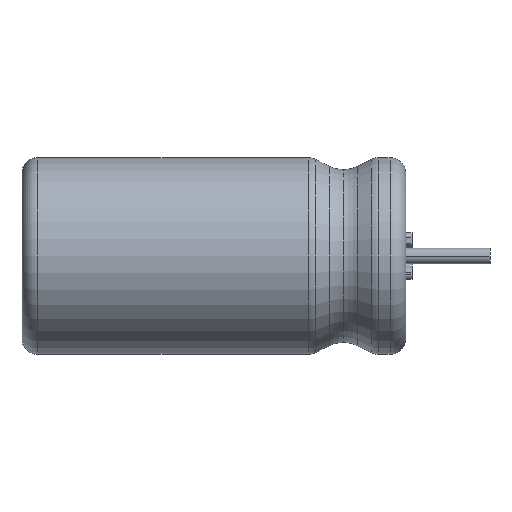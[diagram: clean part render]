
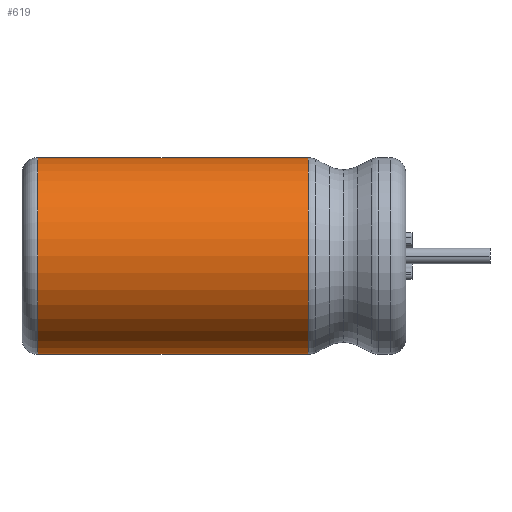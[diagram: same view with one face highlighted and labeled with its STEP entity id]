
A CAD part, left-side view. The second image highlights one B-rep face of the part: STEP entity #619.
In plain terms, the highlighted cylindrical face has radius 3.15 mm (diameter 6.3 mm), a partial arc.
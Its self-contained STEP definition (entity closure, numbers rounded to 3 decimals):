
#40 = CARTESIAN_POINT ( 'NONE',  ( 2.728, 12., -1.575 ) ) ;
#283 = EDGE_CURVE ( 'NONE', #3284, #1428, #2654, .T. ) ;
#619 = ADVANCED_FACE ( 'NONE', ( #1624 ), #3521, .T. ) ;
#631 = EDGE_LOOP ( 'NONE', ( #3253, #3182, #3389, #1468 ) ) ;
#963 = VERTEX_POINT ( 'NONE', #40 ) ;
#1043 = DIRECTION ( 'NONE',  ( 0.866, 0., -0.5 ) ) ;
#1076 = CARTESIAN_POINT ( 'NONE',  ( 0., 3.318, 0. ) ) ;
#1079 = CIRCLE ( 'NONE', #1402, 3.15 ) ;
#1128 = DIRECTION ( 'NONE',  ( 0., 1., 0. ) ) ;
#1205 = EDGE_CURVE ( 'NONE', #963, #3284, #1350, .T. ) ;
#1255 = CARTESIAN_POINT ( 'NONE',  ( 2.728, 3.318, -1.575 ) ) ;
#1350 = CIRCLE ( 'NONE', #1446, 3.15 ) ;
#1402 = AXIS2_PLACEMENT_3D ( 'NONE', #3305, #3297, #3294 ) ;
#1428 = VERTEX_POINT ( 'NONE', #3632 ) ;
#1446 = AXIS2_PLACEMENT_3D ( 'NONE', #1547, #1501, #1456 ) ;
#1456 = DIRECTION ( 'NONE',  ( 0.866, 0., -0.5 ) ) ;
#1468 = ORIENTED_EDGE ( 'NONE', *, *, #1205, .F. ) ;
#1501 = DIRECTION ( 'NONE',  ( 0., 1., 0. ) ) ;
#1547 = CARTESIAN_POINT ( 'NONE',  ( 0., 12., 0. ) ) ;
#1617 = CARTESIAN_POINT ( 'NONE',  ( 2.728, 12., -1.575 ) ) ;
#1624 = FACE_OUTER_BOUND ( 'NONE', #631, .T. ) ;
#1653 = EDGE_CURVE ( 'NONE', #3217, #1428, #1079, .T. ) ;
#1807 = AXIS2_PLACEMENT_3D ( 'NONE', #1076, #1128, #1043 ) ;
#2428 = LINE ( 'NONE', #1617, #2562 ) ;
#2562 = VECTOR ( 'NONE', #3517, 1000. ) ;
#2654 = LINE ( 'NONE', #3223, #2656 ) ;
#2656 = VECTOR ( 'NONE', #3225, 1000. ) ;
#3182 = ORIENTED_EDGE ( 'NONE', *, *, #1653, .T. ) ;
#3217 = VERTEX_POINT ( 'NONE', #1255 ) ;
#3223 = CARTESIAN_POINT ( 'NONE',  ( 2.728, 12., 1.575 ) ) ;
#3225 = DIRECTION ( 'NONE',  ( 0., -1., 0. ) ) ;
#3253 = ORIENTED_EDGE ( 'NONE', *, *, #3631, .T. ) ;
#3284 = VERTEX_POINT ( 'NONE', #3573 ) ;
#3294 = DIRECTION ( 'NONE',  ( 0.866, 0., -0.5 ) ) ;
#3297 = DIRECTION ( 'NONE',  ( 0., 1., 0. ) ) ;
#3305 = CARTESIAN_POINT ( 'NONE',  ( 0., 3.318, 0. ) ) ;
#3389 = ORIENTED_EDGE ( 'NONE', *, *, #283, .F. ) ;
#3517 = DIRECTION ( 'NONE',  ( 0., -1., 0. ) ) ;
#3521 = CYLINDRICAL_SURFACE ( 'NONE', #1807, 3.15 ) ;
#3573 = CARTESIAN_POINT ( 'NONE',  ( 2.728, 12., 1.575 ) ) ;
#3631 = EDGE_CURVE ( 'NONE', #963, #3217, #2428, .T. ) ;
#3632 = CARTESIAN_POINT ( 'NONE',  ( 2.728, 3.318, 1.575 ) ) ;
